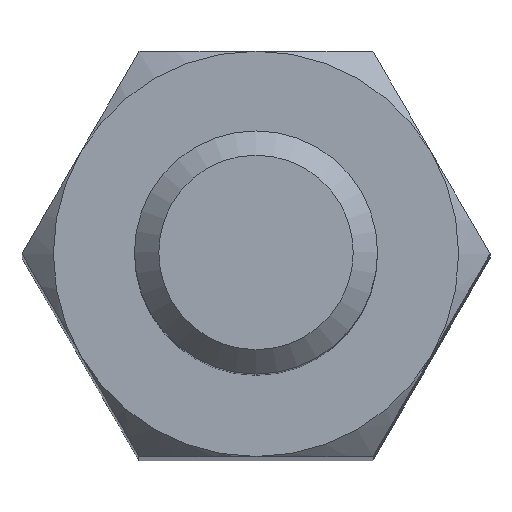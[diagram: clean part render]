
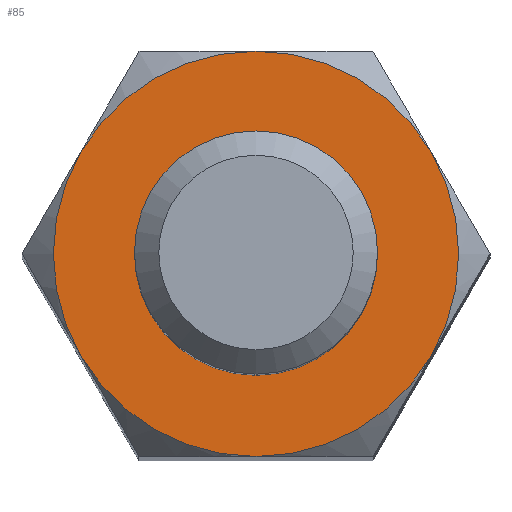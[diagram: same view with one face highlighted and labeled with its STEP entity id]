
A CAD part, top view. The second image highlights one B-rep face of the part: STEP entity #85.
In plain terms, the highlighted planar face has unit normal (0, 0, 1).
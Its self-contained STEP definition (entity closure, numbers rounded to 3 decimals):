
#85 = ADVANCED_FACE( '', ( #184, #185 ), #186, .T. );
#184 = FACE_BOUND( '', #296, .T. );
#185 = FACE_OUTER_BOUND( '', #297, .T. );
#186 = PLANE( '', #298 );
#296 = EDGE_LOOP( '', ( #459 ) );
#297 = EDGE_LOOP( '', ( #460, #461, #462, #463, #464, #465 ) );
#298 = AXIS2_PLACEMENT_3D( '', #466, #467, #468 );
#459 = ORIENTED_EDGE( '', *, *, #622, .T. );
#460 = ORIENTED_EDGE( '', *, *, #635, .F. );
#461 = ORIENTED_EDGE( '', *, *, #619, .F. );
#462 = ORIENTED_EDGE( '', *, *, #615, .F. );
#463 = ORIENTED_EDGE( '', *, *, #633, .T. );
#464 = ORIENTED_EDGE( '', *, *, #585, .F. );
#465 = ORIENTED_EDGE( '', *, *, #636, .F. );
#466 = CARTESIAN_POINT( '', ( 0., 0., 0. ) );
#467 = DIRECTION( '', ( 0., 0., 1. ) );
#468 = DIRECTION( '', ( 1., 0., 0. ) );
#585 = EDGE_CURVE( '', #671, #668, #673, .F. );
#615 = EDGE_CURVE( '', #719, #721, #722, .F. );
#619 = EDGE_CURVE( '', #721, #691, #726, .F. );
#622 = EDGE_CURVE( '', #730, #730, #731, .F. );
#633 = EDGE_CURVE( '', #719, #668, #747, .T. );
#635 = EDGE_CURVE( '', #691, #704, #749, .F. );
#636 = EDGE_CURVE( '', #704, #671, #750, .F. );
#668 = VERTEX_POINT( '', #787 );
#671 = VERTEX_POINT( '', #795 );
#673 = CIRCLE( '', #804, 2.5 );
#691 = VERTEX_POINT( '', #841 );
#704 = VERTEX_POINT( '', #874 );
#719 = VERTEX_POINT( '', #908 );
#721 = VERTEX_POINT( '', #915 );
#722 = CIRCLE( '', #916, 2.5 );
#726 = CIRCLE( '', #932, 2.5 );
#730 = VERTEX_POINT( '', #936 );
#731 = CIRCLE( '', #937, 1.3 );
#747 = CIRCLE( '', #981, 2.5 );
#749 = CIRCLE( '', #983, 2.5 );
#750 = CIRCLE( '', #984, 2.5 );
#787 = CARTESIAN_POINT( '', ( -2.165, 1.25, 0. ) );
#795 = CARTESIAN_POINT( '', ( -2.165, -1.25, 0. ) );
#804 = AXIS2_PLACEMENT_3D( '', #1055, #1056, #1057 );
#841 = CARTESIAN_POINT( '', ( 2.165, -1.25, 0. ) );
#874 = CARTESIAN_POINT( '', ( 0., -2.5, 0. ) );
#908 = CARTESIAN_POINT( '', ( 0., 2.5, 0. ) );
#915 = CARTESIAN_POINT( '', ( 2.165, 1.25, 0. ) );
#916 = AXIS2_PLACEMENT_3D( '', #1082, #1083, #1084 );
#932 = AXIS2_PLACEMENT_3D( '', #1085, #1086, #1087 );
#936 = CARTESIAN_POINT( '', ( 1.3, 0., 0. ) );
#937 = AXIS2_PLACEMENT_3D( '', #1091, #1092, #1093 );
#981 = AXIS2_PLACEMENT_3D( '', #1099, #1100, #1101 );
#983 = AXIS2_PLACEMENT_3D( '', #1102, #1103, #1104 );
#984 = AXIS2_PLACEMENT_3D( '', #1105, #1106, #1107 );
#1055 = CARTESIAN_POINT( '', ( 0., 0., 0. ) );
#1056 = DIRECTION( '', ( 0., 0., 1. ) );
#1057 = DIRECTION( '', ( 1., 0., 0. ) );
#1082 = CARTESIAN_POINT( '', ( 0., 0., 0. ) );
#1083 = DIRECTION( '', ( 0., 0., 1. ) );
#1084 = DIRECTION( '', ( 1., 0., 0. ) );
#1085 = CARTESIAN_POINT( '', ( 0., 0., 0. ) );
#1086 = DIRECTION( '', ( 0., 0., 1. ) );
#1087 = DIRECTION( '', ( 1., 0., 0. ) );
#1091 = CARTESIAN_POINT( '', ( 0., 0., 0. ) );
#1092 = DIRECTION( '', ( 0., 0., 1. ) );
#1093 = DIRECTION( '', ( 1., 0., 0. ) );
#1099 = CARTESIAN_POINT( '', ( 0., 0., 0. ) );
#1100 = DIRECTION( '', ( 0., 0., 1. ) );
#1101 = DIRECTION( '', ( 1., 0., 0. ) );
#1102 = CARTESIAN_POINT( '', ( 0., 0., 0. ) );
#1103 = DIRECTION( '', ( 0., 0., 1. ) );
#1104 = DIRECTION( '', ( 1., 0., 0. ) );
#1105 = CARTESIAN_POINT( '', ( 0., 0., 0. ) );
#1106 = DIRECTION( '', ( 0., 0., 1. ) );
#1107 = DIRECTION( '', ( 1., 0., 0. ) );
